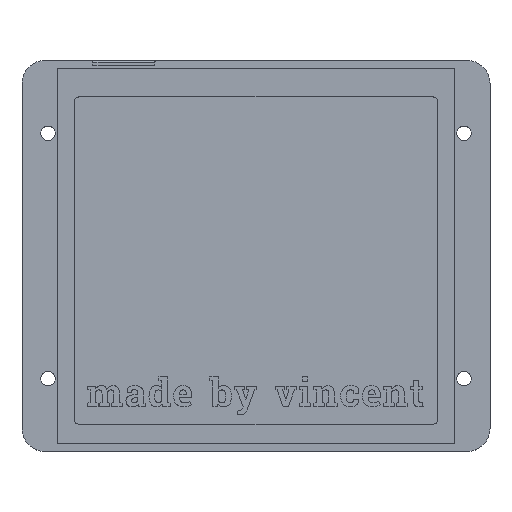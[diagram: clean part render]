
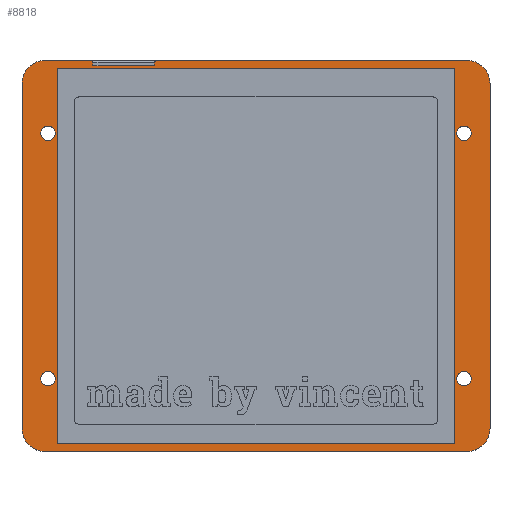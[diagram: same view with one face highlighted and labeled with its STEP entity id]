
A CAD part, top view. The second image highlights one B-rep face of the part: STEP entity #8818.
In plain terms, the highlighted planar face has unit normal (0, 0, 1).
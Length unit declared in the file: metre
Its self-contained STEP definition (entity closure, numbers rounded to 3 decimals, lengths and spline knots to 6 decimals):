
#492=CIRCLE('',#9413,0.0016);
#493=CIRCLE('',#9415,0.0016);
#494=CIRCLE('',#9417,0.0016);
#495=CIRCLE('',#9419,0.0016);
#496=CIRCLE('',#9425,0.0005);
#497=CIRCLE('',#9426,0.0005);
#498=CIRCLE('',#9427,0.005);
#499=CIRCLE('',#9428,0.005);
#500=CIRCLE('',#9429,0.005);
#501=CIRCLE('',#9430,0.005);
#1289=ORIENTED_EDGE('',*,*,#3777,.T.);
#1290=ORIENTED_EDGE('',*,*,#3778,.T.);
#1291=ORIENTED_EDGE('',*,*,#3779,.T.);
#1292=ORIENTED_EDGE('',*,*,#3780,.F.);
#1293=ORIENTED_EDGE('',*,*,#3781,.F.);
#1294=ORIENTED_EDGE('',*,*,#3782,.T.);
#1295=ORIENTED_EDGE('',*,*,#3783,.T.);
#1296=ORIENTED_EDGE('',*,*,#3784,.T.);
#1297=ORIENTED_EDGE('',*,*,#3785,.F.);
#1298=ORIENTED_EDGE('',*,*,#3786,.T.);
#1299=ORIENTED_EDGE('',*,*,#3787,.F.);
#1300=ORIENTED_EDGE('',*,*,#3788,.T.);
#1301=ORIENTED_EDGE('',*,*,#3789,.T.);
#1302=ORIENTED_EDGE('',*,*,#3790,.T.);
#1303=ORIENTED_EDGE('',*,*,#3761,.F.);
#1304=ORIENTED_EDGE('',*,*,#3762,.T.);
#1305=ORIENTED_EDGE('',*,*,#3763,.F.);
#1306=ORIENTED_EDGE('',*,*,#3764,.T.);
#1307=ORIENTED_EDGE('',*,*,#3791,.F.);
#1308=ORIENTED_EDGE('',*,*,#3792,.T.);
#1309=ORIENTED_EDGE('',*,*,#3793,.T.);
#1310=ORIENTED_EDGE('',*,*,#3794,.F.);
#3761=EDGE_CURVE('',#4999,#4999,#492,.T.);
#3762=EDGE_CURVE('',#5000,#5000,#493,.T.);
#3763=EDGE_CURVE('',#5001,#5001,#494,.T.);
#3764=EDGE_CURVE('',#5002,#5002,#495,.T.);
#3777=EDGE_CURVE('',#5011,#5012,#5798,.T.);
#3778=EDGE_CURVE('',#5012,#5013,#496,.T.);
#3779=EDGE_CURVE('',#5013,#5014,#5799,.T.);
#3780=EDGE_CURVE('',#5015,#5014,#5800,.T.);
#3781=EDGE_CURVE('',#5016,#5015,#5801,.T.);
#3782=EDGE_CURVE('',#5016,#5017,#497,.T.);
#3783=EDGE_CURVE('',#5017,#5018,#5802,.T.);
#3784=EDGE_CURVE('',#5018,#5019,#498,.T.);
#3785=EDGE_CURVE('',#5020,#5019,#5803,.T.);
#3786=EDGE_CURVE('',#5020,#5021,#499,.T.);
#3787=EDGE_CURVE('',#5022,#5021,#5804,.T.);
#3788=EDGE_CURVE('',#5022,#5023,#500,.T.);
#3789=EDGE_CURVE('',#5023,#5024,#5805,.T.);
#3790=EDGE_CURVE('',#5024,#5011,#501,.T.);
#3791=EDGE_CURVE('',#5025,#5026,#5806,.T.);
#3792=EDGE_CURVE('',#5025,#5027,#5807,.T.);
#3793=EDGE_CURVE('',#5027,#5028,#5808,.T.);
#3794=EDGE_CURVE('',#5026,#5028,#5809,.T.);
#4999=VERTEX_POINT('',#13106);
#5000=VERTEX_POINT('',#13109);
#5001=VERTEX_POINT('',#13112);
#5002=VERTEX_POINT('',#13115);
#5011=VERTEX_POINT('',#13142);
#5012=VERTEX_POINT('',#13143);
#5013=VERTEX_POINT('',#13145);
#5014=VERTEX_POINT('',#13147);
#5015=VERTEX_POINT('',#13149);
#5016=VERTEX_POINT('',#13151);
#5017=VERTEX_POINT('',#13153);
#5018=VERTEX_POINT('',#13155);
#5019=VERTEX_POINT('',#13157);
#5020=VERTEX_POINT('',#13159);
#5021=VERTEX_POINT('',#13161);
#5022=VERTEX_POINT('',#13163);
#5023=VERTEX_POINT('',#13165);
#5024=VERTEX_POINT('',#13167);
#5025=VERTEX_POINT('',#13170);
#5026=VERTEX_POINT('',#13171);
#5027=VERTEX_POINT('',#13173);
#5028=VERTEX_POINT('',#13175);
#5798=LINE('',#13141,#6738);
#5799=LINE('',#13146,#6739);
#5800=LINE('',#13148,#6740);
#5801=LINE('',#13150,#6741);
#5802=LINE('',#13154,#6742);
#5803=LINE('',#13158,#6743);
#5804=LINE('',#13162,#6744);
#5805=LINE('',#13166,#6745);
#5806=LINE('',#13169,#6746);
#5807=LINE('',#13172,#6747);
#5808=LINE('',#13174,#6748);
#5809=LINE('',#13176,#6749);
#6738=VECTOR('',#10560,1.);
#6739=VECTOR('',#10563,1.);
#6740=VECTOR('',#10564,1.);
#6741=VECTOR('',#10565,1.);
#6742=VECTOR('',#10568,1.);
#6743=VECTOR('',#10571,1.);
#6744=VECTOR('',#10574,1.);
#6745=VECTOR('',#10577,1.);
#6746=VECTOR('',#10580,1.);
#6747=VECTOR('',#10581,1.);
#6748=VECTOR('',#10582,1.);
#6749=VECTOR('',#10583,1.);
#7437=EDGE_LOOP('',(#1289,#1290,#1291,#1292,#1293,#1294,#1295,#1296,#1297,
#1298,#1299,#1300,#1301,#1302));
#7438=EDGE_LOOP('',(#1303));
#7439=EDGE_LOOP('',(#1304));
#7440=EDGE_LOOP('',(#1305));
#7441=EDGE_LOOP('',(#1306));
#7442=EDGE_LOOP('',(#1307,#1308,#1309,#1310));
#7977=FACE_BOUND('',#7437,.T.);
#7978=FACE_BOUND('',#7438,.T.);
#7979=FACE_BOUND('',#7439,.T.);
#7980=FACE_BOUND('',#7440,.T.);
#7981=FACE_BOUND('',#7441,.T.);
#7982=FACE_BOUND('',#7442,.T.);
#8495=PLANE('',#9424);
#8818=ADVANCED_FACE('',(#7977,#7978,#7979,#7980,#7981,#7982),#8495,.T.);
#9413=AXIS2_PLACEMENT_3D('',#13105,#10524,#10525);
#9415=AXIS2_PLACEMENT_3D('',#13108,#10528,#10529);
#9417=AXIS2_PLACEMENT_3D('',#13111,#10532,#10533);
#9419=AXIS2_PLACEMENT_3D('',#13114,#10536,#10537);
#9424=AXIS2_PLACEMENT_3D('',#13140,#10558,#10559);
#9425=AXIS2_PLACEMENT_3D('',#13144,#10561,#10562);
#9426=AXIS2_PLACEMENT_3D('',#13152,#10566,#10567);
#9427=AXIS2_PLACEMENT_3D('',#13156,#10569,#10570);
#9428=AXIS2_PLACEMENT_3D('',#13160,#10572,#10573);
#9429=AXIS2_PLACEMENT_3D('',#13164,#10575,#10576);
#9430=AXIS2_PLACEMENT_3D('',#13168,#10578,#10579);
#10524=DIRECTION('',(0.,0.,1.));
#10525=DIRECTION('',(1.,0.,0.));
#10528=DIRECTION('',(0.,0.,-1.));
#10529=DIRECTION('',(1.,0.,0.));
#10532=DIRECTION('',(0.,0.,1.));
#10533=DIRECTION('',(1.,0.,0.));
#10536=DIRECTION('',(0.,0.,-1.));
#10537=DIRECTION('',(1.,0.,0.));
#10558=DIRECTION('',(0.,0.,1.));
#10559=DIRECTION('',(1.,0.,0.));
#10560=DIRECTION('',(-1.,0.,0.));
#10561=DIRECTION('',(0.,0.,1.));
#10562=DIRECTION('',(1.,0.,0.));
#10563=DIRECTION('',(0.,-1.,0.));
#10564=DIRECTION('',(1.,0.,0.));
#10565=DIRECTION('',(0.,-1.,0.));
#10566=DIRECTION('',(0.,0.,1.));
#10567=DIRECTION('',(1.,0.,0.));
#10568=DIRECTION('',(-1.,0.,0.));
#10569=DIRECTION('',(0.,0.,1.));
#10570=DIRECTION('',(1.,0.,0.));
#10571=DIRECTION('',(0.,1.,0.));
#10572=DIRECTION('',(0.,0.,1.));
#10573=DIRECTION('',(1.,0.,0.));
#10574=DIRECTION('',(-1.,0.,0.));
#10575=DIRECTION('',(0.,0.,1.));
#10576=DIRECTION('',(1.,0.,0.));
#10577=DIRECTION('',(0.,1.,0.));
#10578=DIRECTION('',(0.,0.,1.));
#10579=DIRECTION('',(1.,0.,0.));
#10580=DIRECTION('',(0.,1.,0.));
#10581=DIRECTION('',(-1.,0.,0.));
#10582=DIRECTION('',(0.,1.,0.));
#10583=DIRECTION('',(-1.,0.,0.));
#13105=CARTESIAN_POINT('',(-0.0458,0.027,0.008));
#13106=CARTESIAN_POINT('',(-0.0442,0.027,0.008));
#13108=CARTESIAN_POINT('',(0.0458,0.027,0.008));
#13109=CARTESIAN_POINT('',(0.0474,0.027,0.008));
#13111=CARTESIAN_POINT('',(0.0458,-0.027,0.008));
#13112=CARTESIAN_POINT('',(0.0474,-0.027,0.008));
#13114=CARTESIAN_POINT('',(-0.0458,-0.027,0.008));
#13115=CARTESIAN_POINT('',(-0.0442,-0.027,0.008));
#13140=CARTESIAN_POINT('',(0.,0.,0.008));
#13141=CARTESIAN_POINT('',(0.,0.043,0.008));
#13142=CARTESIAN_POINT('',(0.0465,0.043,0.008));
#13143=CARTESIAN_POINT('',(-0.02188,0.043,0.008));
#13144=CARTESIAN_POINT('',(-0.02188,0.0425,0.008));
#13145=CARTESIAN_POINT('',(-0.02238,0.0425,0.008));
#13146=CARTESIAN_POINT('',(-0.02238,0.,0.008));
#13147=CARTESIAN_POINT('',(-0.02238,0.04188,0.008));
#13148=CARTESIAN_POINT('',(0.,0.04188,0.008));
#13149=CARTESIAN_POINT('',(-0.03588,0.04188,0.008));
#13150=CARTESIAN_POINT('',(-0.03588,0.,0.008));
#13151=CARTESIAN_POINT('',(-0.03588,0.0425,0.008));
#13152=CARTESIAN_POINT('',(-0.03638,0.0425,0.008));
#13153=CARTESIAN_POINT('',(-0.03638,0.043,0.008));
#13154=CARTESIAN_POINT('',(0.,0.043,0.008));
#13155=CARTESIAN_POINT('',(-0.0465,0.043,0.008));
#13156=CARTESIAN_POINT('',(-0.0465,0.038,0.008));
#13157=CARTESIAN_POINT('',(-0.0515,0.038,0.008));
#13158=CARTESIAN_POINT('',(-0.0515,0.,0.008));
#13159=CARTESIAN_POINT('',(-0.0515,-0.038,0.008));
#13160=CARTESIAN_POINT('',(-0.0465,-0.038,0.008));
#13161=CARTESIAN_POINT('',(-0.0465,-0.043,0.008));
#13162=CARTESIAN_POINT('',(0.,-0.043,0.008));
#13163=CARTESIAN_POINT('',(0.0465,-0.043,0.008));
#13164=CARTESIAN_POINT('',(0.0465,-0.038,0.008));
#13165=CARTESIAN_POINT('',(0.0515,-0.038,0.008));
#13166=CARTESIAN_POINT('',(0.0515,0.,0.008));
#13167=CARTESIAN_POINT('',(0.0515,0.038,0.008));
#13168=CARTESIAN_POINT('',(0.0465,0.038,0.008));
#13169=CARTESIAN_POINT('',(0.0437,0.,0.008));
#13170=CARTESIAN_POINT('',(0.0437,-0.0412,0.008));
#13171=CARTESIAN_POINT('',(0.0437,0.0412,0.008));
#13172=CARTESIAN_POINT('',(-0.04185,-0.0412,0.008));
#13173=CARTESIAN_POINT('',(-0.0437,-0.0412,0.008));
#13174=CARTESIAN_POINT('',(-0.0437,0.,0.008));
#13175=CARTESIAN_POINT('',(-0.0437,0.0412,0.008));
#13176=CARTESIAN_POINT('',(-0.04185,0.0412,0.008));
